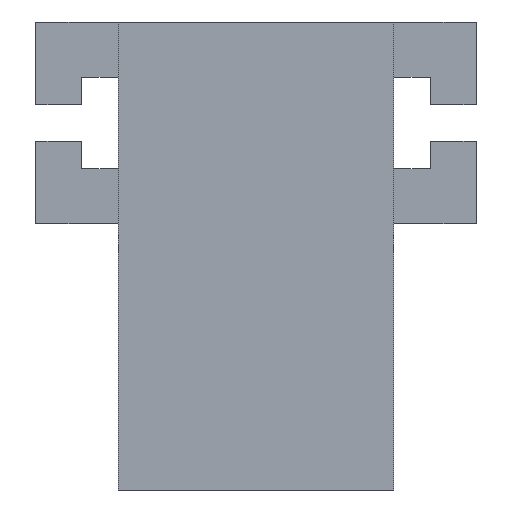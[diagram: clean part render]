
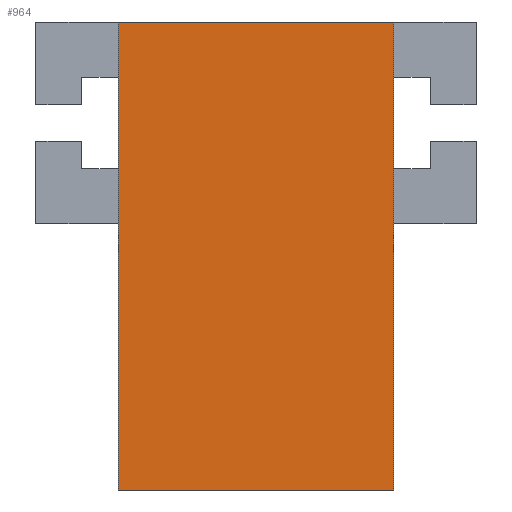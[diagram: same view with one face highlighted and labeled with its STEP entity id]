
A CAD part, left-side view. The second image highlights one B-rep face of the part: STEP entity #964.
In plain terms, the highlighted planar face has unit normal (-1, 0, 0).
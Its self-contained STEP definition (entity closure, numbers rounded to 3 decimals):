
#126=FACE_OUTER_BOUND('',#174,.T.);
#174=EDGE_LOOP('',(#802,#803,#804,#805));
#285=LINE('',#1526,#397);
#286=LINE('',#1529,#398);
#287=LINE('',#1531,#399);
#288=LINE('',#1532,#400);
#397=VECTOR('',#1261,10.);
#398=VECTOR('',#1264,10.);
#399=VECTOR('',#1265,10.);
#400=VECTOR('',#1266,10.);
#493=VERTEX_POINT('',#1520);
#495=VERTEX_POINT('',#1524);
#496=VERTEX_POINT('',#1528);
#497=VERTEX_POINT('',#1530);
#613=EDGE_CURVE('',#493,#495,#285,.T.);
#614=EDGE_CURVE('',#493,#496,#286,.T.);
#615=EDGE_CURVE('',#497,#495,#287,.T.);
#616=EDGE_CURVE('',#496,#497,#288,.T.);
#802=ORIENTED_EDGE('',*,*,#614,.F.);
#803=ORIENTED_EDGE('',*,*,#613,.T.);
#804=ORIENTED_EDGE('',*,*,#615,.F.);
#805=ORIENTED_EDGE('',*,*,#616,.F.);
#920=PLANE('',#1049);
#964=ADVANCED_FACE('',(#126),#920,.T.);
#1049=AXIS2_PLACEMENT_3D('',#1527,#1262,#1263);
#1261=DIRECTION('',(0.,-1.,0.));
#1262=DIRECTION('center_axis',(-1.,0.,0.));
#1263=DIRECTION('ref_axis',(0.,0.,-1.));
#1264=DIRECTION('',(0.,0.,1.));
#1265=DIRECTION('',(0.,0.,-1.));
#1266=DIRECTION('',(0.,-1.,0.));
#1520=CARTESIAN_POINT('',(-28.,0.,-10.5));
#1524=CARTESIAN_POINT('',(-28.,-15.,-10.5));
#1526=CARTESIAN_POINT('',(-28.,0.,-10.5));
#1527=CARTESIAN_POINT('Origin',(-28.,0.,15.));
#1528=CARTESIAN_POINT('',(-28.,0.,15.));
#1529=CARTESIAN_POINT('',(-28.,0.,-10.5));
#1530=CARTESIAN_POINT('',(-28.,-15.,15.));
#1531=CARTESIAN_POINT('',(-28.,-15.,-10.5));
#1532=CARTESIAN_POINT('',(-28.,0.,15.));
